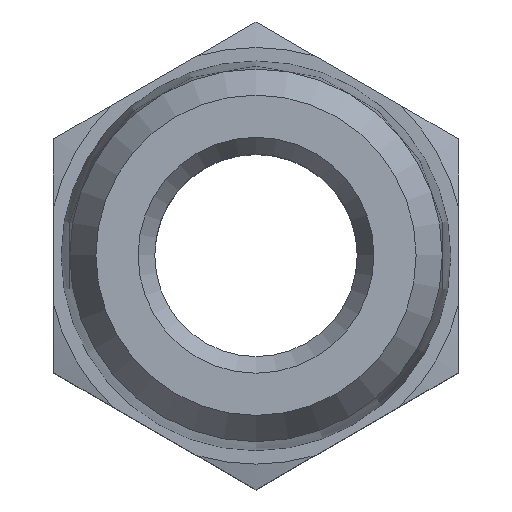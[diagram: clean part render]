
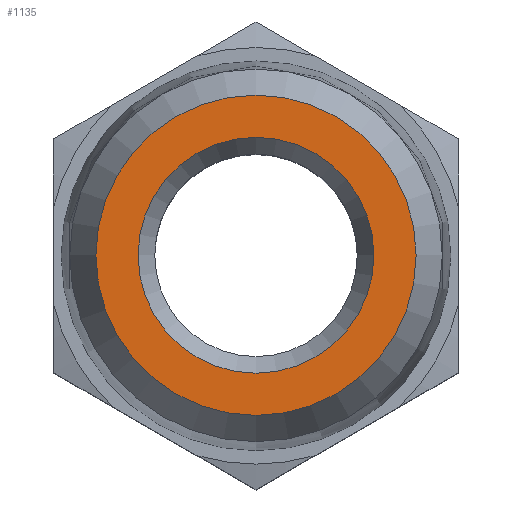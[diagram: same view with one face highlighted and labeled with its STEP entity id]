
A CAD part, top view. The second image highlights one B-rep face of the part: STEP entity #1135.
In plain terms, the highlighted planar face has unit normal (0, 0, 1).
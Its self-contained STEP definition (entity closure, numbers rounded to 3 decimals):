
#419=ORIENTED_EDGE('',*,*,#701,.F.);
#420=ORIENTED_EDGE('',*,*,#702,.T.);
#701=EDGE_CURVE('',#844,#844,#903,.F.);
#702=EDGE_CURVE('',#845,#845,#904,.T.);
#844=VERTEX_POINT('',#1982);
#845=VERTEX_POINT('',#1984);
#903=CIRCLE('',#1263,4.077);
#904=CIRCLE('',#1264,5.535);
#958=EDGE_LOOP('',(#419));
#959=EDGE_LOOP('',(#420));
#1040=FACE_BOUND('',#958,.T.);
#1041=FACE_BOUND('',#959,.T.);
#1090=PLANE('',#1262);
#1135=ADVANCED_FACE('',(#1040,#1041),#1090,.F.);
#1262=AXIS2_PLACEMENT_3D('',#1980,#1527,#1528);
#1263=AXIS2_PLACEMENT_3D('',#1981,#1529,#1530);
#1264=AXIS2_PLACEMENT_3D('',#1983,#1531,#1532);
#1527=DIRECTION('',(0.,0.,-1.));
#1528=DIRECTION('',(0.,1.,0.));
#1529=DIRECTION('',(0.,0.,-1.));
#1530=DIRECTION('',(0.,1.,0.));
#1531=DIRECTION('',(0.,0.,1.));
#1532=DIRECTION('',(0.,-1.,0.));
#1980=CARTESIAN_POINT('',(0.,-5.535,33.9));
#1981=CARTESIAN_POINT('',(0.,0.,33.9));
#1982=CARTESIAN_POINT('',(0.,4.077,33.9));
#1983=CARTESIAN_POINT('',(0.,0.,33.9));
#1984=CARTESIAN_POINT('',(0.,-5.535,33.9));
